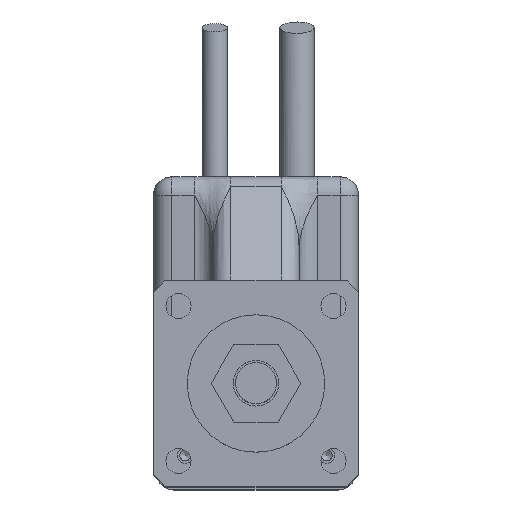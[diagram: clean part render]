
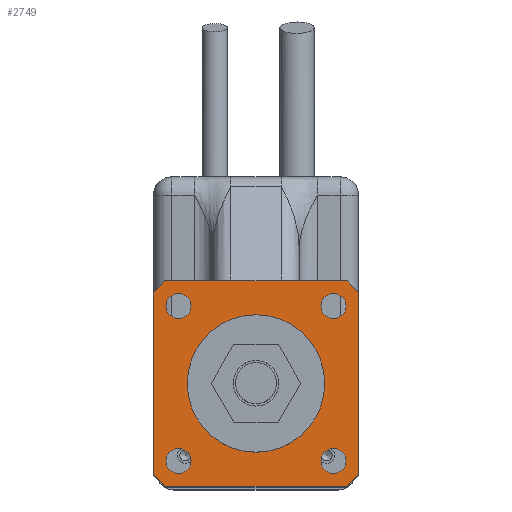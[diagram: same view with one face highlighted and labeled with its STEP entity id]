
A CAD part, top view. The second image highlights one B-rep face of the part: STEP entity #2749.
In plain terms, the highlighted planar face has unit normal (0, 0, 1).
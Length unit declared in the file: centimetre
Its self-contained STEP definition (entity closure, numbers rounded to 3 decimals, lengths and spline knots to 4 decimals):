
#458=PLANE('',#3589);
#585=VECTOR('',#3097,1.);
#588=VECTOR('',#3101,1.);
#590=VECTOR('',#3104,1.);
#592=VECTOR('',#3107,1.);
#594=VECTOR('',#3110,1.);
#596=VECTOR('',#3113,1.);
#598=VECTOR('',#3116,1.);
#600=VECTOR('',#3119,1.);
#780=LINE('',#4376,#585);
#783=LINE('',#4382,#588);
#785=LINE('',#4386,#590);
#787=LINE('',#4390,#592);
#789=LINE('',#4394,#594);
#791=LINE('',#4398,#596);
#793=LINE('',#4402,#598);
#795=LINE('',#4406,#600);
#1043=VERTEX_POINT('',#4303);
#1072=VERTEX_POINT('',#4365);
#1073=VERTEX_POINT('',#4368);
#1074=VERTEX_POINT('',#4371);
#1075=VERTEX_POINT('',#4374);
#1076=VERTEX_POINT('',#4377);
#1077=VERTEX_POINT('',#4378);
#1078=VERTEX_POINT('',#4383);
#1079=VERTEX_POINT('',#4387);
#1080=VERTEX_POINT('',#4391);
#1081=VERTEX_POINT('',#4395);
#1082=VERTEX_POINT('',#4399);
#1083=VERTEX_POINT('',#4403);
#1225=CIRCLE('',#3558,1.508);
#1238=CIRCLE('',#3574,0.275);
#1239=CIRCLE('',#3576,0.275);
#1240=CIRCLE('',#3578,0.275);
#1241=CIRCLE('',#3580,0.275);
#1421=EDGE_CURVE('',#1043,#1043,#1225,.T.);
#1451=EDGE_CURVE('',#1072,#1072,#1238,.T.);
#1452=EDGE_CURVE('',#1073,#1073,#1239,.T.);
#1453=EDGE_CURVE('',#1074,#1074,#1240,.T.);
#1454=EDGE_CURVE('',#1075,#1075,#1241,.T.);
#1455=EDGE_CURVE('',#1076,#1077,#780,.T.);
#1458=EDGE_CURVE('',#1077,#1078,#783,.T.);
#1460=EDGE_CURVE('',#1078,#1079,#785,.T.);
#1462=EDGE_CURVE('',#1079,#1080,#787,.T.);
#1464=EDGE_CURVE('',#1080,#1081,#789,.T.);
#1466=EDGE_CURVE('',#1081,#1082,#791,.T.);
#1468=EDGE_CURVE('',#1082,#1083,#793,.T.);
#1470=EDGE_CURVE('',#1083,#1076,#795,.T.);
#1924=ORIENTED_EDGE('',*,*,#1421,.T.);
#1925=ORIENTED_EDGE('',*,*,#1455,.F.);
#1926=ORIENTED_EDGE('',*,*,#1470,.F.);
#1927=ORIENTED_EDGE('',*,*,#1468,.F.);
#1928=ORIENTED_EDGE('',*,*,#1466,.F.);
#1929=ORIENTED_EDGE('',*,*,#1464,.F.);
#1930=ORIENTED_EDGE('',*,*,#1462,.F.);
#1931=ORIENTED_EDGE('',*,*,#1460,.F.);
#1932=ORIENTED_EDGE('',*,*,#1458,.F.);
#1933=ORIENTED_EDGE('',*,*,#1454,.F.);
#1934=ORIENTED_EDGE('',*,*,#1453,.F.);
#1935=ORIENTED_EDGE('',*,*,#1452,.F.);
#1936=ORIENTED_EDGE('',*,*,#1451,.F.);
#2378=EDGE_LOOP('',(#1924));
#2379=EDGE_LOOP('',(#1925,#1926,#1927,#1928,#1929,#1930,#1931,#1932));
#2380=EDGE_LOOP('',(#1933));
#2381=EDGE_LOOP('',(#1934));
#2382=EDGE_LOOP('',(#1935));
#2383=EDGE_LOOP('',(#1936));
#2570=FACE_BOUND('',#2378,.T.);
#2571=FACE_BOUND('',#2379,.T.);
#2572=FACE_BOUND('',#2380,.T.);
#2573=FACE_BOUND('',#2381,.T.);
#2574=FACE_BOUND('',#2382,.T.);
#2575=FACE_BOUND('',#2383,.T.);
#2749=ADVANCED_FACE('',(#2570,#2571,#2572,#2573,#2574,#2575),#458,.T.);
#3035=DIRECTION('',(0.,0.,-1.));
#3036=DIRECTION('',(1.508,0.,0.));
#3082=DIRECTION('',(0.,0.,1.));
#3083=DIRECTION('',(0.275,0.,0.));
#3086=DIRECTION('',(0.,0.,1.));
#3087=DIRECTION('',(0.275,0.,0.));
#3090=DIRECTION('',(0.,0.,1.));
#3091=DIRECTION('',(0.275,0.,0.));
#3094=DIRECTION('',(0.,0.,1.));
#3095=DIRECTION('',(0.275,0.,0.));
#3097=DIRECTION('',(0.707,-0.707,0.));
#3101=DIRECTION('',(0.,-1.,0.));
#3104=DIRECTION('',(-0.707,-0.707,0.));
#3107=DIRECTION('',(-1.,0.,0.));
#3110=DIRECTION('',(-0.707,0.707,0.));
#3113=DIRECTION('',(0.,1.,0.));
#3116=DIRECTION('',(0.707,0.707,0.));
#3119=DIRECTION('',(1.,0.,0.));
#3120=DIRECTION('',(0.,0.,1.));
#3558=AXIS2_PLACEMENT_3D('',#4302,#3035,#3036);
#3574=AXIS2_PLACEMENT_3D('',#4364,#3082,#3083);
#3576=AXIS2_PLACEMENT_3D('',#4367,#3086,#3087);
#3578=AXIS2_PLACEMENT_3D('',#4370,#3090,#3091);
#3580=AXIS2_PLACEMENT_3D('',#4373,#3094,#3095);
#3589=AXIS2_PLACEMENT_3D('',#4407,#3120,$);
#4302=CARTESIAN_POINT('',(0.,0.,14.9));
#4303=CARTESIAN_POINT('',(1.508,0.,14.9));
#4364=CARTESIAN_POINT('',(1.7,-1.7,14.9));
#4365=CARTESIAN_POINT('',(1.975,-1.7,14.9));
#4367=CARTESIAN_POINT('',(-1.7,1.7,14.9));
#4368=CARTESIAN_POINT('',(-1.425,1.7,14.9));
#4370=CARTESIAN_POINT('',(-1.7,-1.7,14.9));
#4371=CARTESIAN_POINT('',(-1.425,-1.7,14.9));
#4373=CARTESIAN_POINT('',(1.7,1.7,14.9));
#4374=CARTESIAN_POINT('',(1.975,1.7,14.9));
#4376=CARTESIAN_POINT('',(2.,2.25,14.9));
#4377=CARTESIAN_POINT('',(2.,2.25,14.9));
#4378=CARTESIAN_POINT('',(2.25,2.,14.9));
#4382=CARTESIAN_POINT('',(2.25,2.,14.9));
#4383=CARTESIAN_POINT('',(2.25,-2.,14.9));
#4386=CARTESIAN_POINT('',(2.25,-2.,14.9));
#4387=CARTESIAN_POINT('',(2.,-2.25,14.9));
#4390=CARTESIAN_POINT('',(2.,-2.25,14.9));
#4391=CARTESIAN_POINT('',(-2.,-2.25,14.9));
#4394=CARTESIAN_POINT('',(-2.,-2.25,14.9));
#4395=CARTESIAN_POINT('',(-2.25,-2.,14.9));
#4398=CARTESIAN_POINT('',(-2.25,-2.,14.9));
#4399=CARTESIAN_POINT('',(-2.25,2.,14.9));
#4402=CARTESIAN_POINT('',(-2.25,2.,14.9));
#4403=CARTESIAN_POINT('',(-2.,2.25,14.9));
#4406=CARTESIAN_POINT('',(-2.,2.25,14.9));
#4407=CARTESIAN_POINT('',(0.,0.,14.9));
